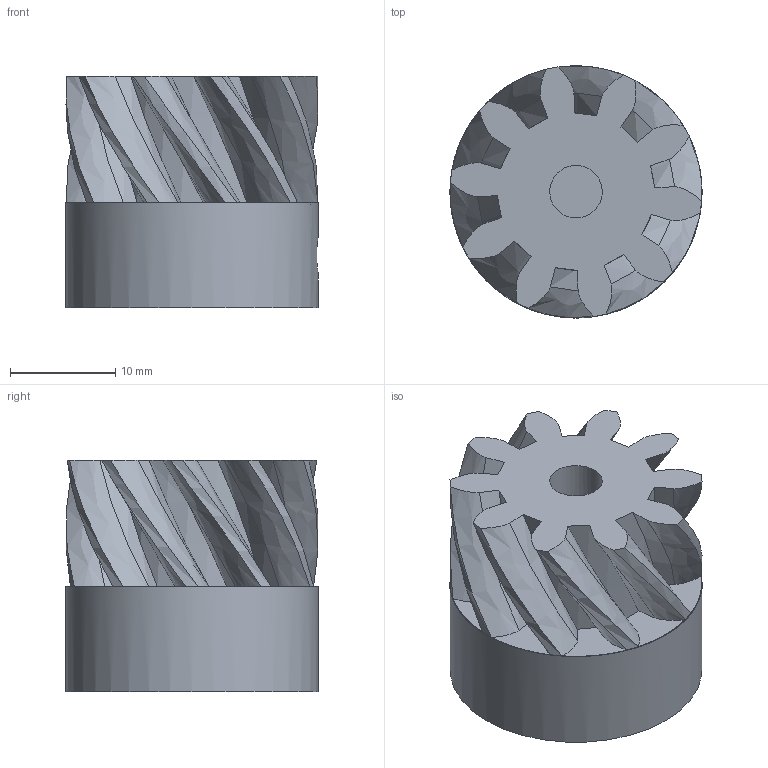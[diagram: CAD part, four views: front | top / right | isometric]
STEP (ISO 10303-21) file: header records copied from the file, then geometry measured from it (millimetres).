
FILE_DESCRIPTION(('FreeCAD Model'),'2;1');
FILE_NAME('Open CASCADE Shape Model','2021-07-31T13:50:49',('Author'),( ''),'Open CASCADE STEP processor 7.5','FreeCAD','Unknown');
FILE_SCHEMA(('AUTOMOTIVE_DESIGN { 1 0 10303 214 1 1 1 1 }'));
Length unit declared in the file: millimetre
Products named in the file (1): Art1GearMotor
Bounding box: 24 x 24 x 22 mm (x, y, z)
Surface area: 17782.8 mm2
Topology: 1 solids, 1 shells, 92 faces, 233 edges, 142 vertices
Faces by surface type: bspline 60, plane 28, cylinder 4
Full cylindrical faces by diameter (mm): 3.4 x2, 5 x1
Entity records: 8137 total; most frequent: CARTESIAN_POINT 4149, DIRECTION 470, ORIENTED_EDGE 466, PCURVE 466, DEFINITIONAL_REPRESENTATION 466, LINE 328, VECTOR 328, B_SPLINE_CURVE_WITH_KNOTS 319
